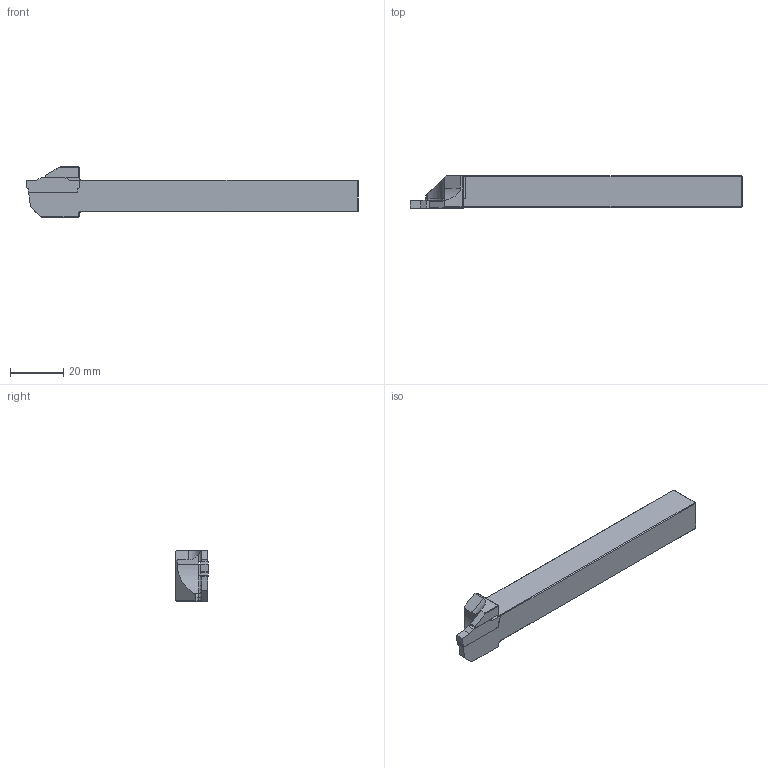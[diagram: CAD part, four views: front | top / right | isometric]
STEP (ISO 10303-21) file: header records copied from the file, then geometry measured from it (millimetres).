
FILE_DESCRIPTION(/* description */ (''),/* implementation_level */ '2;1');
FILE_NAME(/* name */ 'ADKT-ZCC2-R-1212-3-T12-K-S.stp',/* time_stamp */ '2023-10-19T17:16:24+03:00',/* author */ (''),/* organization */ (''),/* preprocessor_version */ 'ST-DEVELOPER v19.4',/* originating_system */ 'SIEMENS PLM Software NX2306.3001',/* authorisation */ '');
FILE_SCHEMA (('AUTOMOTIVE_DESIGN { 1 0 10303 214 3 1 1 1 }'));
Length unit declared in the file: millimetre
Products named in the file (1): ADKT-ZCC2-R-1212-3-T12-K-S_objects
Bounding box: 125 x 12.3 x 19 mm (x, y, z)
Volume: 17342.9 mm3; surface area: 6516.2 mm2
Topology: 2 solids, 2 shells, 82 faces, 204 edges, 126 vertices
Faces by surface type: plane 65, cylinder 9, cone 5, torus 2, bspline 1
Entity records: 2479 total; most frequent: CARTESIAN_POINT 501, ORIENTED_EDGE 408, DIRECTION 387, EDGE_CURVE 204, LINE 165, VECTOR 165, VERTEX_POINT 126, AXIS2_PLACEMENT_3D 111
